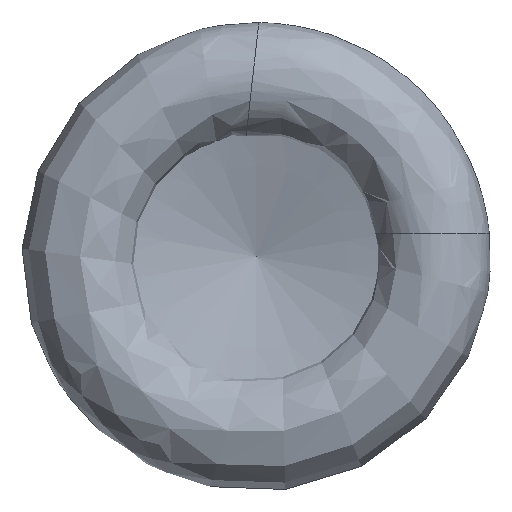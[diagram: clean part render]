
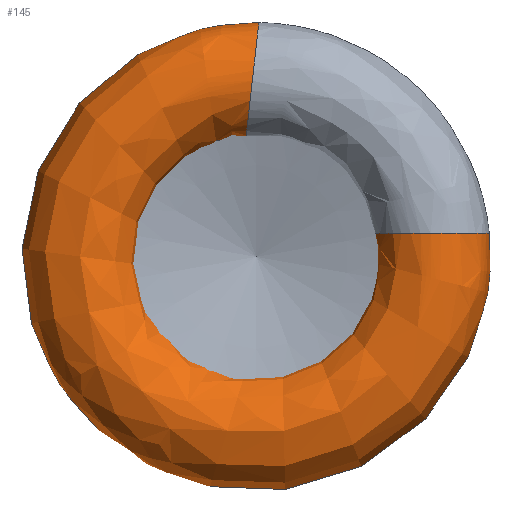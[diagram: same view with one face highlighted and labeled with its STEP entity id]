
A CAD part, left-side view. The second image highlights one B-rep face of the part: STEP entity #145.
In plain terms, the highlighted free-form (B-spline) face has degree [3, 3] with [7, 7] control points.
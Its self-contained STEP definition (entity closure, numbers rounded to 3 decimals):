
#145=ADVANCED_FACE('',(#160,#161),#158,.F.);
#158=(
BOUNDED_SURFACE()
B_SPLINE_SURFACE(3,3,((#344,#345,#346,#347,#348,#349,#350),(#351,#352,#353,
#354,#355,#356,#357),(#358,#359,#360,#361,#362,#363,#364),(#365,#366,#367,
#368,#369,#370,#371),(#372,#373,#374,#375,#376,#377,#378),(#379,#380,#381,
#382,#383,#384,#385),(#386,#387,#388,#389,#390,#391,#392)),
 .UNSPECIFIED.,.T.,.F.,.F.)
B_SPLINE_SURFACE_WITH_KNOTS((1,3,3,3,1),(4,3,4),(-0.5,0.,0.5,1.,1.5),(0.,
0.5,1.),.UNSPECIFIED.)
GEOMETRIC_REPRESENTATION_ITEM()
RATIONAL_B_SPLINE_SURFACE(((1.,0.571,0.571,1.,0.571,
0.571,1.),(0.333,0.19,0.19,
0.333,0.19,0.19,0.333),
(0.333,0.19,0.19,0.333,
0.19,0.19,0.333),(1.,0.571,
0.571,1.,0.571,0.571,1.),(0.333,
0.19,0.19,0.333,0.19,
0.19,0.333),(0.333,0.19,
0.19,0.333,0.19,0.19,
0.333),(1.,0.571,0.571,1.,0.571,
0.571,1.)))
REPRESENTATION_ITEM('')
SURFACE()
);
#160=FACE_BOUND('',#184,.T.);
#161=FACE_BOUND('',#185,.T.);
#184=EDGE_LOOP('',(#208));
#185=EDGE_LOOP('',(#209));
#208=ORIENTED_EDGE('',*,*,#245,.T.);
#209=ORIENTED_EDGE('',*,*,#246,.F.);
#232=VERTEX_POINT('',#341);
#233=VERTEX_POINT('',#343);
#245=EDGE_CURVE('',#232,#232,#257,.T.);
#246=EDGE_CURVE('',#233,#233,#258,.T.);
#257=CIRCLE('',#270,5.);
#258=CIRCLE('',#271,5.);
#270=AXIS2_PLACEMENT_3D('',#340,#294,#295);
#271=AXIS2_PLACEMENT_3D('',#342,#296,#297);
#294=DIRECTION('',(0.,0.994,0.111));
#295=DIRECTION('',(1.,0.,0.));
#296=DIRECTION('',(0.,0.,1.));
#297=DIRECTION('',(1.,0.,0.));
#340=CARTESIAN_POINT('',(5.,0.332,15.03));
#341=CARTESIAN_POINT('',(10.,0.332,15.03));
#342=CARTESIAN_POINT('',(5.,-14.9,2.));
#343=CARTESIAN_POINT('',(10.,-14.9,2.));
#344=CARTESIAN_POINT('',(10.,-14.9,2.));
#345=CARTESIAN_POINT('',(10.,-17.08,-14.245));
#346=CARTESIAN_POINT('',(10.,-2.683,-22.078));
#347=CARTESIAN_POINT('',(10.,9.772,-11.424));
#348=CARTESIAN_POINT('',(10.,22.227,-0.769));
#349=CARTESIAN_POINT('',(10.,16.718,14.668));
#350=CARTESIAN_POINT('',(10.,0.332,15.03));
#351=CARTESIAN_POINT('',(10.,-4.9,2.));
#352=CARTESIAN_POINT('',(10.,-7.08,-3.342));
#353=CARTESIAN_POINT('',(10.,-2.868,-7.285));
#354=CARTESIAN_POINT('',(10.,2.319,-4.757));
#355=CARTESIAN_POINT('',(10.,7.505,-2.229));
#356=CARTESIAN_POINT('',(10.,6.994,3.518));
#357=CARTESIAN_POINT('',(10.,1.443,5.092));
#358=CARTESIAN_POINT('',(0.,-4.9,2.));
#359=CARTESIAN_POINT('',(0.,-7.08,-3.342));
#360=CARTESIAN_POINT('',(0.,-2.868,-7.285));
#361=CARTESIAN_POINT('',(0.,2.319,-4.757));
#362=CARTESIAN_POINT('',(0.,7.505,-2.229));
#363=CARTESIAN_POINT('',(0.,6.994,3.518));
#364=CARTESIAN_POINT('',(0.,1.443,5.092));
#365=CARTESIAN_POINT('',(0.,-14.9,2.));
#366=CARTESIAN_POINT('',(0.,-17.08,-14.245));
#367=CARTESIAN_POINT('',(0.,-2.683,-22.078));
#368=CARTESIAN_POINT('',(0.,9.772,-11.424));
#369=CARTESIAN_POINT('',(0.,22.227,-0.769));
#370=CARTESIAN_POINT('',(0.,16.718,14.668));
#371=CARTESIAN_POINT('',(0.,0.332,15.03));
#372=CARTESIAN_POINT('',(0.,-24.9,2.));
#373=CARTESIAN_POINT('',(0.,-27.08,-25.147));
#374=CARTESIAN_POINT('',(0.,-2.498,-36.871));
#375=CARTESIAN_POINT('',(0.,17.226,-18.09));
#376=CARTESIAN_POINT('',(0.,36.949,0.69));
#377=CARTESIAN_POINT('',(0.,26.443,25.817));
#378=CARTESIAN_POINT('',(0.,-0.779,24.968));
#379=CARTESIAN_POINT('',(10.,-24.9,2.));
#380=CARTESIAN_POINT('',(10.,-27.08,-25.147));
#381=CARTESIAN_POINT('',(10.,-2.498,-36.871));
#382=CARTESIAN_POINT('',(10.,17.226,-18.09));
#383=CARTESIAN_POINT('',(10.,36.949,0.69));
#384=CARTESIAN_POINT('',(10.,26.443,25.817));
#385=CARTESIAN_POINT('',(10.,-0.779,24.968));
#386=CARTESIAN_POINT('',(10.,-14.9,2.));
#387=CARTESIAN_POINT('',(10.,-17.08,-14.245));
#388=CARTESIAN_POINT('',(10.,-2.683,-22.078));
#389=CARTESIAN_POINT('',(10.,9.772,-11.424));
#390=CARTESIAN_POINT('',(10.,22.227,-0.769));
#391=CARTESIAN_POINT('',(10.,16.718,14.668));
#392=CARTESIAN_POINT('',(10.,0.332,15.03));
